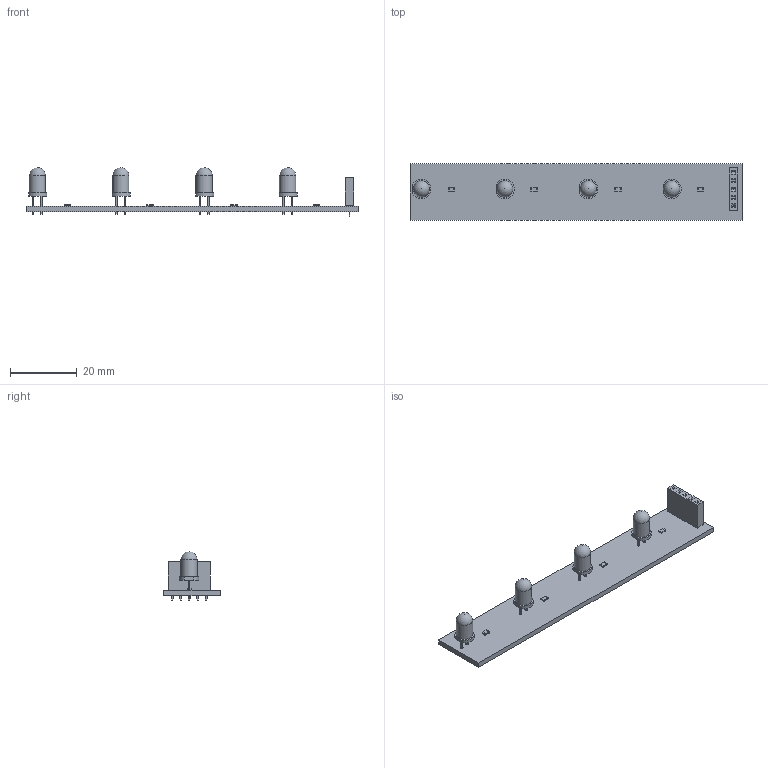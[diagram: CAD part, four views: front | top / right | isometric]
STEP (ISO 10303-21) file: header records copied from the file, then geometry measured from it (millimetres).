
FILE_DESCRIPTION(('KiCad electronic assembly'),'2;1');
FILE_NAME('displayPCB.step','2025-05-12T12:05:13',('Pcbnew'),('Kicad'), 'Open CASCADE STEP processor 7.8','KiCad to STEP converter','Unknown' );
FILE_SCHEMA(('AUTOMOTIVE_DESIGN { 1 0 10303 214 1 1 1 1 }'));
Length unit declared in the file: millimetre
Products named in the file (8): displayPCB 1; R_0805_2012Metric; LED_D5.0mm; PinSocket_1x05_P2.54mm_Vertical; displayPCB_PCB
Assembly tree (13 placements, depth 3):
  displayPCB 1
    R_0805_2012Metric  x4
      R_0805_2012Metric
    LED_D5.0mm  x4
      LED_D5.0mm
    PinSocket_1x05_P2.54mm_Vertical
      PinSocket_1x05_P2.54mm_Vertical
    displayPCB_PCB
Bounding box: 99.82 x 17.02 x 14.7 mm (x, y, z)
Volume: 3587 mm3; surface area: 5036.3 mm2
Topology: 10 solids, 10 shells, 327 faces, 827 edges, 538 vertices
Faces by surface type: plane 270, cylinder 53, sphere 4
Full cylindrical faces by diameter (mm): 0.9 x8, 1 x5, 4.9 x4
Entity records: 7516 total; most frequent: CARTESIAN_POINT 1069, ORIENTED_EDGE 1034, DIRECTION 994, EDGE_CURVE 517, LINE 470, VECTOR 470, VERTEX_POINT 337, AXIS2_PLACEMENT_3D 262
